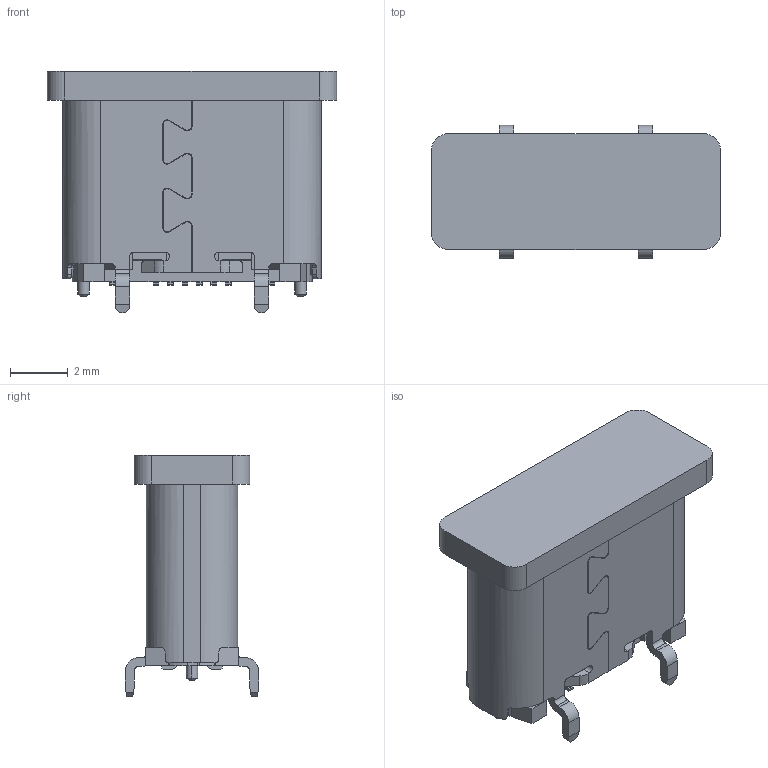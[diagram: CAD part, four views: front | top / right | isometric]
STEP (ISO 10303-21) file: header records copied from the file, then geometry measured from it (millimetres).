
FILE_DESCRIPTION((''),'2;1');
FILE_NAME('6_5H16P0001_ASM_34_ASM_1_ASM_1_ASM','2021-01-11T16:29:16',('Administrator'),(''),'CREO PARAMETRIC BY PTC INC, 2016510','CREO PARAMETRIC BY PTC INC, 2016510','');
FILE_SCHEMA(('AUTOMOTIVE_DESIGN { 1 0 10303 214 1 1 1 1 }'));
Length unit declared in the file: millimetre
Products named in the file (3): 000_10_1_1; 20190617000; 6_5H16P0001_ASM_34_ASM_1_ASM_1_ASM
Assembly tree (2 placements, depth 2):
  6_5H16P0001_ASM_34_ASM_1_ASM_1_ASM
    000_10_1_1
    20190617000
Bounding box: 10 x 4.6 x 8.35 mm (x, y, z)
Volume: 146.2 mm3; surface area: 617.5 mm2
Topology: 2 solids, 2 shells, 897 faces, 2592 edges, 1677 vertices
Faces by surface type: plane 729, cylinder 136, cone 24, bspline 8
Entity records: 40971 total; most frequent: CARTESIAN_POINT 5835, ORIENTED_EDGE 5172, DIRECTION 4615, PRESENTATION_STYLE_ASSIGNMENT 2980, EDGE_CURVE 2586, STYLED_ITEM 2393, CURVE_STYLE 2386, VECTOR 2195
